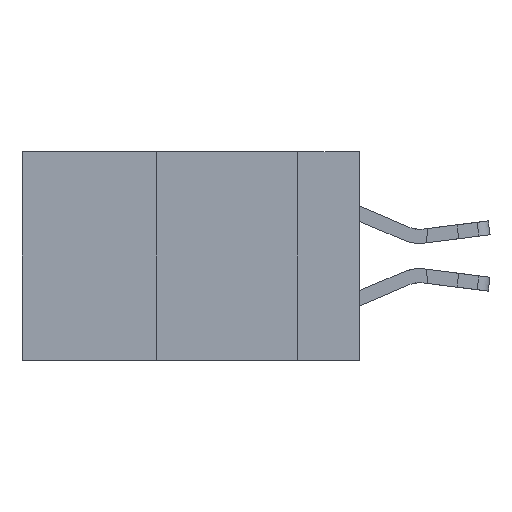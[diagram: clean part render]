
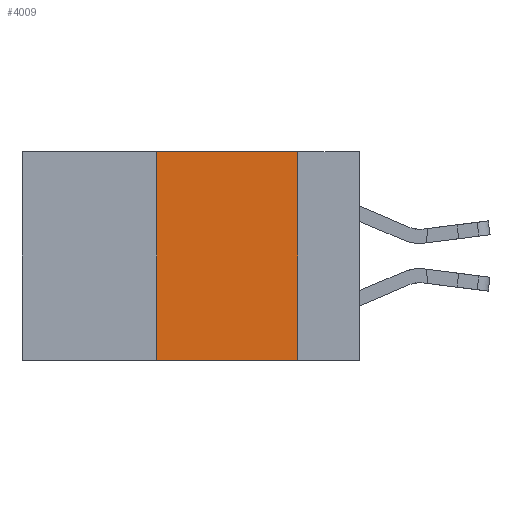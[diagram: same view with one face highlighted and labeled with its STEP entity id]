
A CAD part, left-side view. The second image highlights one B-rep face of the part: STEP entity #4009.
In plain terms, the highlighted planar face has unit normal (-1, 0, 0).
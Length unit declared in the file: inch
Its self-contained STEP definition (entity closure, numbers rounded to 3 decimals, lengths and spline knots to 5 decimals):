
#48 = ORIENTED_EDGE ( 'NONE', *, *, #14590, .F. ) ;
#952 = CARTESIAN_POINT ( 'NONE',  ( 0., 0.6, 0. ) ) ;
#1925 = DIRECTION ( 'NONE',  ( 0., -1., 0. ) ) ;
#2575 = DIRECTION ( 'NONE',  ( 0., 0., 1. ) ) ;
#2906 = PLANE ( 'NONE',  #4366 ) ;
#3213 = EDGE_CURVE ( 'NONE', #10822, #12554, #15259, .T. ) ;
#3627 = EDGE_LOOP ( 'NONE', ( #5713, #48, #15529, #13271 ) ) ;
#3828 = DIRECTION ( 'NONE',  ( 1., 0., 0. ) ) ;
#3866 = VECTOR ( 'NONE', #8731, 39.37008 ) ;
#4009 = ADVANCED_FACE ( 'NONE', ( #11389 ), #2906, .F. ) ;
#4252 = VERTEX_POINT ( 'NONE', #8364 ) ;
#4366 = AXIS2_PLACEMENT_3D ( 'NONE', #11314, #3828, #12948 ) ;
#4844 = EDGE_CURVE ( 'NONE', #12505, #4252, #8843, .T. ) ;
#5386 = CARTESIAN_POINT ( 'NONE',  ( 0., 0.11, 0. ) ) ;
#5470 = EDGE_CURVE ( 'NONE', #12505, #12554, #10679, .T. ) ;
#5713 = ORIENTED_EDGE ( 'NONE', *, *, #3213, .F. ) ;
#5934 = CARTESIAN_POINT ( 'NONE',  ( 0., 0.11, -0.37 ) ) ;
#6878 = CARTESIAN_POINT ( 'NONE',  ( 0., 0.6, -0.37 ) ) ;
#7524 = VECTOR ( 'NONE', #2575, 39.37008 ) ;
#8128 = LINE ( 'NONE', #952, #10161 ) ;
#8364 = CARTESIAN_POINT ( 'NONE',  ( 0., 0.36, 0. ) ) ;
#8731 = DIRECTION ( 'NONE',  ( 0., 0., -1. ) ) ;
#8843 = LINE ( 'NONE', #12705, #7524 ) ;
#8881 = VECTOR ( 'NONE', #10453, 39.37008 ) ;
#9500 = CARTESIAN_POINT ( 'NONE',  ( 0., 0.36, -0.37 ) ) ;
#10161 = VECTOR ( 'NONE', #1925, 39.37008 ) ;
#10453 = DIRECTION ( 'NONE',  ( 0., -1., 0. ) ) ;
#10679 = LINE ( 'NONE', #6878, #8881 ) ;
#10822 = VERTEX_POINT ( 'NONE', #5386 ) ;
#11314 = CARTESIAN_POINT ( 'NONE',  ( 0., 0.6, 0. ) ) ;
#11389 = FACE_OUTER_BOUND ( 'NONE', #3627, .T. ) ;
#11543 = CARTESIAN_POINT ( 'NONE',  ( 0., 0.11, 0. ) ) ;
#12505 = VERTEX_POINT ( 'NONE', #9500 ) ;
#12554 = VERTEX_POINT ( 'NONE', #5934 ) ;
#12705 = CARTESIAN_POINT ( 'NONE',  ( 0., 0.36, 0. ) ) ;
#12948 = DIRECTION ( 'NONE',  ( 0., 0., -1. ) ) ;
#13271 = ORIENTED_EDGE ( 'NONE', *, *, #5470, .T. ) ;
#14590 = EDGE_CURVE ( 'NONE', #4252, #10822, #8128, .T. ) ;
#15259 = LINE ( 'NONE', #11543, #3866 ) ;
#15529 = ORIENTED_EDGE ( 'NONE', *, *, #4844, .F. ) ;
